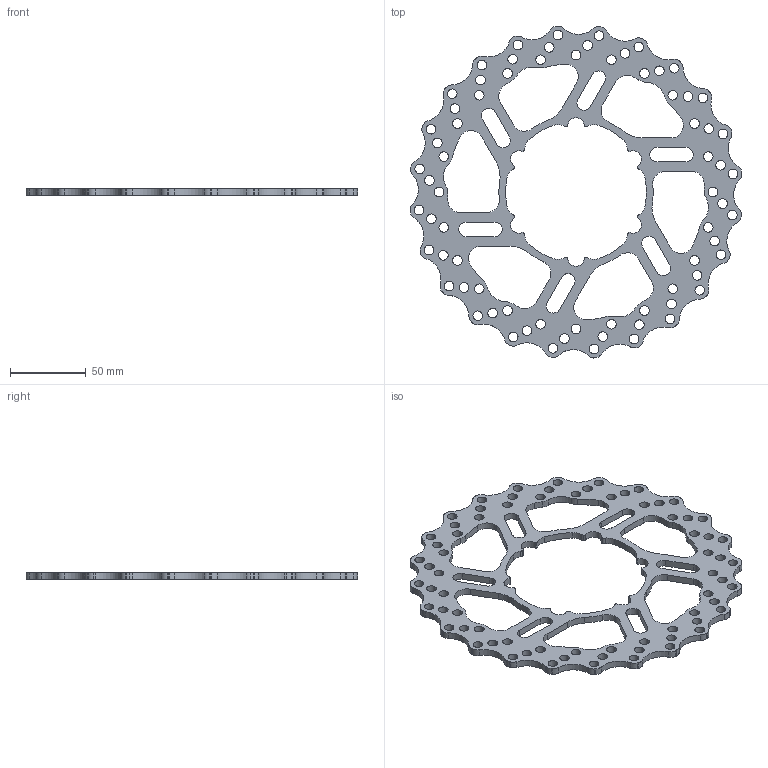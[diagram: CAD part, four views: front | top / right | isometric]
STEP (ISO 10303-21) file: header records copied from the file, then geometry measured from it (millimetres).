
FILE_DESCRIPTION (( 'STEP AP203' ), '1' );
FILE_NAME ('5284.STEP', '2015-07-30T17:17:04', ( 'Casey' ), ( 'Microsoft' ), 'SwSTEP 2.0', 'SolidWorks 2013', '' );
FILE_SCHEMA (( 'CONFIG_CONTROL_DESIGN' ));
Length unit declared in the file: inch
Products named in the file (1): 5284
Bounding box: 218.68 x 218.68 x 4.57 mm (x, y, z)
Volume: 72586.3 mm3; surface area: 49261.4 mm2
Topology: 1 solids, 1 shells, 418 faces, 1248 edges, 832 vertices
Faces by surface type: cylinder 392, plane 26
Entity records: 14955 total; most frequent: DIRECTION 2870, CARTESIAN_POINT 2499, ORIENTED_EDGE 2496, EDGE_CURVE 1248, AXIS2_PLACEMENT_3D 1203, VERTEX_POINT 832, CIRCLE 784, EDGE_LOOP 588
